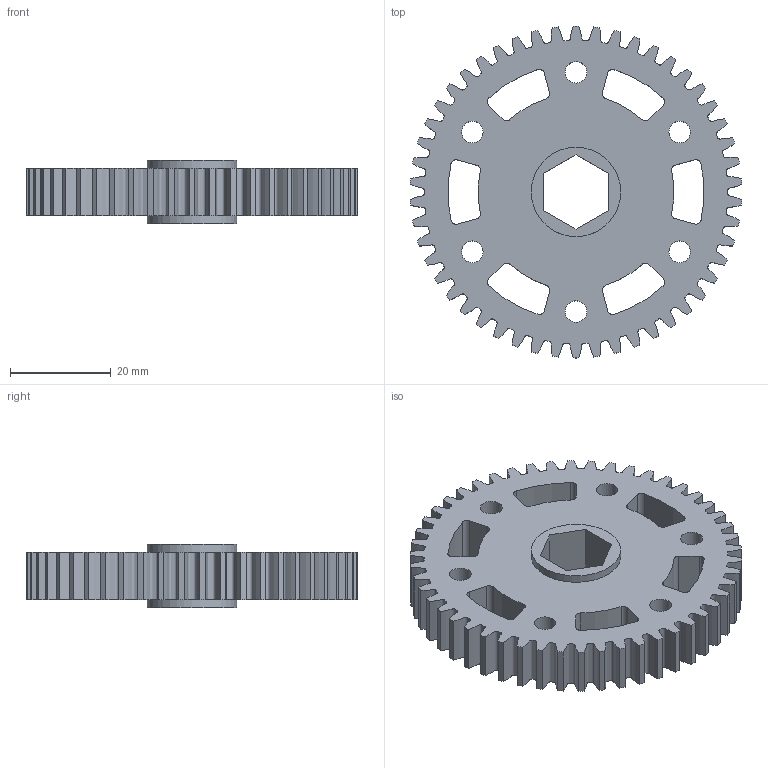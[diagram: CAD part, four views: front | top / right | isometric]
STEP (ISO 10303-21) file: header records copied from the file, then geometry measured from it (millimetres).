
FILE_DESCRIPTION(/* description */ ('STEP AP203'),/* implementation_level */ '2;1');
FILE_NAME(/* name */ '50t_Aluminum_Spur_Gear_20_DP_1_2_Hex_Bore_VersaKeys_217-2712_MIR.ipt.step',/* time_stamp */ '2020-04-16T23:22:35-04:00',/* author */ ('svradm'),/* organization */ ('Microsoft'),/* preprocessor_version */ 'ST-DEVELOPER v17',/* originating_system */ 'Autodesk Inventor 2019',/* authorisation */ '');
FILE_SCHEMA (('AUTOMOTIVE_DESIGN { 1 0 10303 214 3 1 1 }'));
Length unit declared in the file: inch
Products named in the file (1): 50t_Aluminum_Spur_Gear_20_DP_1_2_Hex_Bore_VersaKeys_217-2712_MIR
Bounding box: 65.97 x 66.04 x 12.65 mm (x, y, z)
Volume: 25114.4 mm3; surface area: 12300.9 mm2
Topology: 1 solids, 1 shells, 166 faces, 502 edges, 340 vertices
Faces by surface type: cylinder 94, bspline 50, plane 22
Full cylindrical faces by diameter (mm): 4.3 x6, 17.78 x2
Entity records: 20331 total; most frequent: CARTESIAN_POINT 15859, ORIENTED_EDGE 1004, DIRECTION 840, EDGE_CURVE 502, VERTEX_POINT 340, AXIS2_PLACEMENT_3D 321, CIRCLE 204, LINE 198
